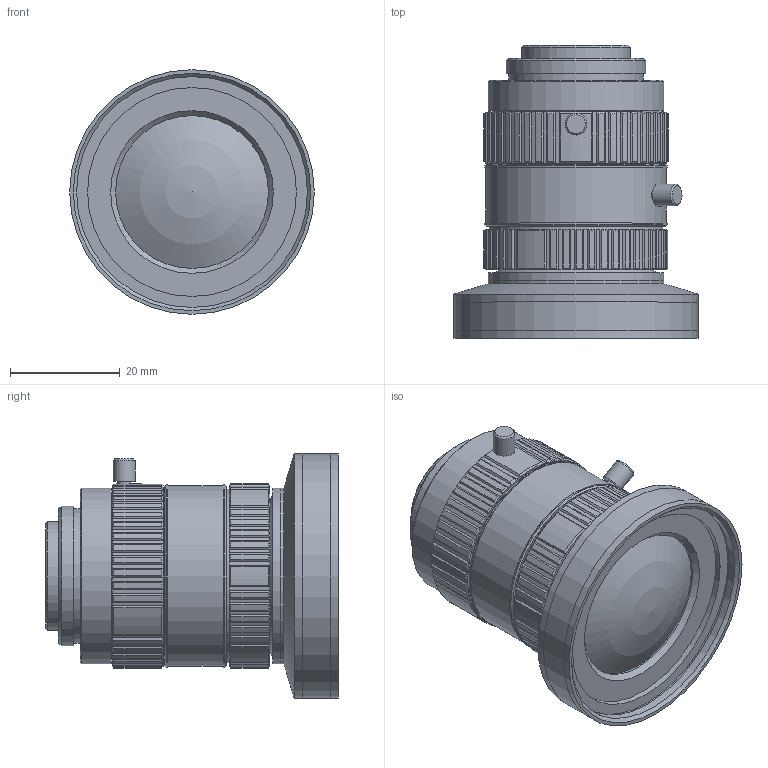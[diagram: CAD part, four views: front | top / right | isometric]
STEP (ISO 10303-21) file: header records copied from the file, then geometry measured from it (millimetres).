
FILE_DESCRIPTION(/* description */ ('Unknown'),/* implementation_level */ '2;1');
FILE_NAME(/* name */ 'H0514-MP2_210423',/* time_stamp */ '2021-04-23T09:48:16+09:00',/* author */ ('Unknown'),/* organization */ ('Unknown'),/* preprocessor_version */ 'ST-DEVELOPER v16.7',/* originating_system */ 'DEX',/* authorisation */ $);
FILE_SCHEMA (('AUTOMOTIVE_DESIGN {1 0 10303 214 3 1 1}'));
Length unit declared in the file: millimetre
Products named in the file (3): H0514-MP2_210423; H0514-MP2_Infinity_210423; H0514-MP2_Mechanical Limit_210423
Assembly tree (2 placements, depth 2):
  H0514-MP2_210423
    H0514-MP2_Infinity_210423
    H0514-MP2_Mechanical Limit_210423
Bounding box: 44.5 x 53.31 x 44.5 mm (x, y, z)
Volume: 83899.6 mm3; surface area: 23574.2 mm2
Topology: 2 solids, 2 shells, 1068 faces, 2384 edges, 1374 vertices
Faces by surface type: cylinder 364, plane 362, cone 338, sphere 4
Full cylindrical faces by diameter (mm): 2 x2, 2.3 x2, 4 x4, 14.8 x2, 17.5 x2, 18 x2, 19.8 x2, 22.5 x2, 23 x2, 24.4 x2, 25.4 x2, 25.8 x2, 27.8 x2, 28 x2, 28.6 x2, 30.5 x2, 31 x2, 31.4 x4, 31.6 x2, 31.808 x2, 32 x4, 32.9 x2, 33.2 x4, 38 x2, 42 x2, 44.5 x2
Entity records: 36775 total; most frequent: CARTESIAN_POINT 6579, DIRECTION 4866, ORIENTED_EDGE 4556, EDGE_CURVE 2278, AXIS2_PLACEMENT_3D 2129, VERTEX_POINT 1366, EDGE_LOOP 1220, FACE_BOUND 1220
